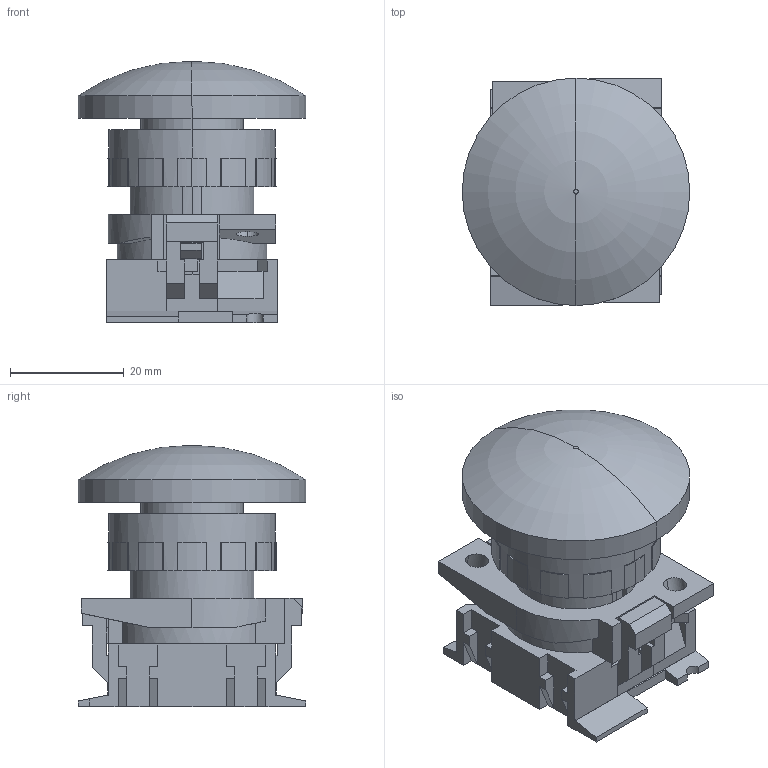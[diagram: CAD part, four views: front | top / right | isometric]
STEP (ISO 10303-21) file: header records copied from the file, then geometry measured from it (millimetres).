
FILE_DESCRIPTION (( 'STEP AP214' ), '1' );
FILE_NAME ('08_535_0.STEP', '2016-01-04T15:50:38', ( '' ), ( '' ), 'SwSTEP 2.0', 'SolidWorks 2016', '' );
FILE_SCHEMA (( 'AUTOMOTIVE_DESIGN' ));
Length unit declared in the file: millimetre
Products named in the file (1): 08_535_0
Bounding box: 40 x 40 x 45.9 mm (x, y, z)
Volume: 34087 mm3; surface area: 15891.9 mm2
Topology: 4 solids, 4 shells, 334 faces, 947 edges, 623 vertices
Faces by surface type: plane 280, cylinder 48, cone 4, torus 2
Entity records: 10814 total; most frequent: CARTESIAN_POINT 1953, ORIENTED_EDGE 1894, DIRECTION 1755, EDGE_CURVE 947, LINE 777, VECTOR 777, VERTEX_POINT 623, AXIS2_PLACEMENT_3D 489
